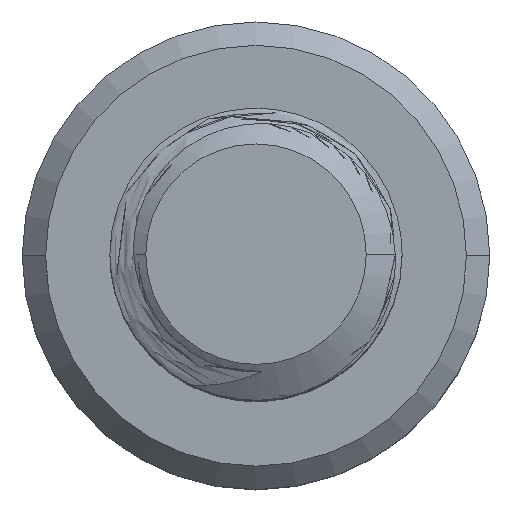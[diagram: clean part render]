
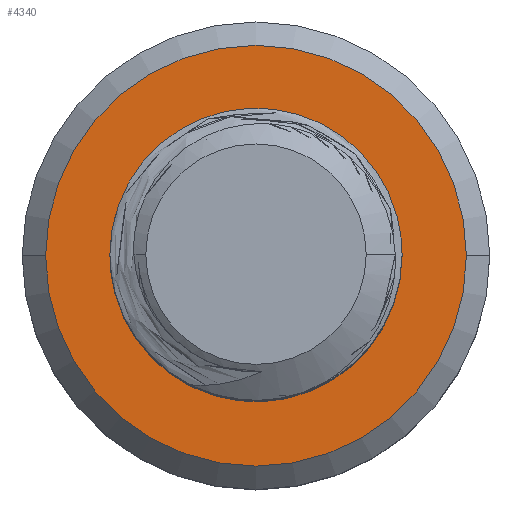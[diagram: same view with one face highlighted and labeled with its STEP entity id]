
A CAD part, top view. The second image highlights one B-rep face of the part: STEP entity #4340.
In plain terms, the highlighted planar face has unit normal (0, 0, 1).
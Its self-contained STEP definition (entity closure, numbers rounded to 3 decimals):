
#78 = CARTESIAN_POINT ( 'NONE',  ( 3.948, -1.494, -30. ) ) ;
#95 = CARTESIAN_POINT ( 'NONE',  ( 2.298, 4.213, -30. ) ) ;
#101 = ORIENTED_EDGE ( 'NONE', *, *, #246, .T. ) ;
#136 = CARTESIAN_POINT ( 'NONE',  ( 0., 0., -30. ) ) ;
#196 = CARTESIAN_POINT ( 'NONE',  ( -3.503, 3.568, -30. ) ) ;
#220 = ORIENTED_EDGE ( 'NONE', *, *, #2054, .F. ) ;
#246 = EDGE_CURVE ( 'NONE', #3249, #827, #4469, .T. ) ;
#295 = EDGE_LOOP ( 'NONE', ( #220, #720, #101, #3999 ) ) ;
#394 = AXIS2_PLACEMENT_3D ( 'NONE', #4804, #432, #3930 ) ;
#419 = CIRCLE ( 'NONE', #4501, 7.2 ) ;
#432 = DIRECTION ( 'NONE',  ( 0., 0., -1. ) ) ;
#468 = DIRECTION ( 'NONE',  ( -1., 0., 0. ) ) ;
#500 = CARTESIAN_POINT ( 'NONE',  ( 0.449, 4.966, -30. ) ) ;
#514 = DIRECTION ( 'NONE',  ( 0., 0., 1. ) ) ;
#619 = DIRECTION ( 'NONE',  ( 0., 0., 1. ) ) ;
#703 = AXIS2_PLACEMENT_3D ( 'NONE', #4446, #514, #4029 ) ;
#720 = ORIENTED_EDGE ( 'NONE', *, *, #1189, .T. ) ;
#777 = EDGE_CURVE ( 'NONE', #3514, #5134, #419, .T. ) ;
#784 = AXIS2_PLACEMENT_3D ( 'NONE', #2666, #5245, #468 ) ;
#803 = CARTESIAN_POINT ( 'NONE',  ( -4.629, -0.382, -30. ) ) ;
#827 = VERTEX_POINT ( 'NONE', #1735 ) ;
#829 = CARTESIAN_POINT ( 'NONE',  ( 4.291, -0.433, -30. ) ) ;
#931 = DIRECTION ( 'NONE',  ( -1., 0., 0. ) ) ;
#1179 = CARTESIAN_POINT ( 'NONE',  ( -2.957, -3.206, -30. ) ) ;
#1189 = EDGE_CURVE ( 'NONE', #2196, #3249, #4785, .T. ) ;
#1201 = CARTESIAN_POINT ( 'NONE',  ( -0.896, -4.038, -30. ) ) ;
#1244 = CARTESIAN_POINT ( 'NONE',  ( 2.821, -2.872, -30. ) ) ;
#1304 = EDGE_CURVE ( 'NONE', #5134, #3514, #3577, .T. ) ;
#1357 = PLANE ( 'NONE',  #784 ) ;
#1612 = CARTESIAN_POINT ( 'NONE',  ( -4.21, -1.652, -30. ) ) ;
#1631 = CARTESIAN_POINT ( 'NONE',  ( -3.797, 3.227, -30. ) ) ;
#1652 = CARTESIAN_POINT ( 'NONE',  ( -4.106, -1.849, -30. ) ) ;
#1672 = CARTESIAN_POINT ( 'NONE',  ( -4.466, -1.029, -30. ) ) ;
#1684 = FACE_BOUND ( 'NONE', #295, .T. ) ;
#1686 = CARTESIAN_POINT ( 'NONE',  ( -4.428, 2.047, -30. ) ) ;
#1705 = ORIENTED_EDGE ( 'NONE', *, *, #1304, .T. ) ;
#1735 = CARTESIAN_POINT ( 'NONE',  ( 0., -4.026, -30. ) ) ;
#1789 = EDGE_CURVE ( 'NONE', #827, #2692, #3489, .T. ) ;
#1794 = CARTESIAN_POINT ( 'NONE',  ( 4.33, -0.211, -30. ) ) ;
#1797 = CARTESIAN_POINT ( 'NONE',  ( 7.2, 0., -30. ) ) ;
#1833 = CARTESIAN_POINT ( 'NONE',  ( 4.123, -1.085, -30. ) ) ;
#2054 = EDGE_CURVE ( 'NONE', #2196, #2692, #4639, .T. ) ;
#2119 = CARTESIAN_POINT ( 'NONE',  ( 2.111, 4.332, -30. ) ) ;
#2141 = CARTESIAN_POINT ( 'NONE',  ( 3.468, -2.257, -30. ) ) ;
#2196 = VERTEX_POINT ( 'NONE', #4560 ) ;
#2258 = CARTESIAN_POINT ( 'NONE',  ( 4.227, 1.561, -30. ) ) ;
#2264 = DIRECTION ( 'NONE',  ( 0., 0., 1. ) ) ;
#2500 = CARTESIAN_POINT ( 'NONE',  ( 0., -4.026, -30. ) ) ;
#2516 = FACE_OUTER_BOUND ( 'NONE', #2618, .T. ) ;
#2518 = CARTESIAN_POINT ( 'NONE',  ( -2.185, -3.671, -30. ) ) ;
#2534 = CARTESIAN_POINT ( 'NONE',  ( -4.691, 0.733, -30. ) ) ;
#2618 = EDGE_LOOP ( 'NONE', ( #1705, #4006 ) ) ;
#2666 = CARTESIAN_POINT ( 'NONE',  ( 0., 0., -30. ) ) ;
#2692 = VERTEX_POINT ( 'NONE', #196 ) ;
#2700 = CARTESIAN_POINT ( 'NONE',  ( 3.908, 2.391, -30. ) ) ;
#2934 = CARTESIAN_POINT ( 'NONE',  ( -4.564, 1.612, -30. ) ) ;
#3008 = CARTESIAN_POINT ( 'NONE',  ( -4.698, 0.286, -30. ) ) ;
#3121 = CARTESIAN_POINT ( 'NONE',  ( 0., 5., -30. ) ) ;
#3249 = VERTEX_POINT ( 'NONE', #3416 ) ;
#3416 = CARTESIAN_POINT ( 'NONE',  ( 2.821, -2.872, -30. ) ) ;
#3451 = CARTESIAN_POINT ( 'NONE',  ( 3.442, 3.154, -30. ) ) ;
#3489 = B_SPLINE_CURVE_WITH_KNOTS ( 'NONE', 3,
 ( #2500, #5589, #1201, #5183, #2518, #1179, #4272, #5611, #5555, #1652, #1612, #4701, #1672, #5152, #803, #5535, #3008, #2534, #5572, #2934, #1686, #4252, #1631, #4683 ),
 .UNSPECIFIED., .F., .F.,
 ( 4, 2, 2, 2, 2, 2, 2, 2, 2, 2, 2, 4 ),
 ( 0., 0.001, 0.003, 0.004, 0.005, 0.005, 0.006, 0.007, 0.007, 0.008, 0.009, 0.011 ),
 .UNSPECIFIED. ) ;
#3514 = VERTEX_POINT ( 'NONE', #1797 ) ;
#3577 = CIRCLE ( 'NONE', #5232, 7.2 ) ;
#3876 = CARTESIAN_POINT ( 'NONE',  ( 0.884, 4.871, -30. ) ) ;
#3915 = CARTESIAN_POINT ( 'NONE',  ( 4.377, 0.454, -30. ) ) ;
#3930 = DIRECTION ( 'NONE',  ( 1., 0., 0. ) ) ;
#3999 = ORIENTED_EDGE ( 'NONE', *, *, #1789, .T. ) ;
#4003 = CARTESIAN_POINT ( 'NONE',  ( 0., 0., -30. ) ) ;
#4006 = ORIENTED_EDGE ( 'NONE', *, *, #777, .T. ) ;
#4016 = CARTESIAN_POINT ( 'NONE',  ( 2.656, 3.949, -30. ) ) ;
#4029 = DIRECTION ( 'NONE',  ( 1., 0., 0. ) ) ;
#4106 = DIRECTION ( 'NONE',  ( -1., 0., 0. ) ) ;
#4252 = CARTESIAN_POINT ( 'NONE',  ( -4.043, 2.848, -30. ) ) ;
#4272 = CARTESIAN_POINT ( 'NONE',  ( -3.297, -2.919, -30. ) ) ;
#4297 = CARTESIAN_POINT ( 'NONE',  ( 1.719, 4.544, -30. ) ) ;
#4315 = CARTESIAN_POINT ( 'NONE',  ( 4.005, 2.188, -30. ) ) ;
#4340 = ADVANCED_FACE ( 'NONE', ( #2516, #1684 ), #1357, .F. ) ;
#4446 = CARTESIAN_POINT ( 'NONE',  ( 0., 0., -30. ) ) ;
#4456 = CARTESIAN_POINT ( 'NONE',  ( 2.828, 3.803, -30. ) ) ;
#4469 = CIRCLE ( 'NONE', #394, 4.026 ) ;
#4501 = AXIS2_PLACEMENT_3D ( 'NONE', #4003, #2264, #931 ) ;
#4560 = CARTESIAN_POINT ( 'NONE',  ( 0., 5., -30. ) ) ;
#4639 = CIRCLE ( 'NONE', #703, 5. ) ;
#4683 = CARTESIAN_POINT ( 'NONE',  ( -3.503, 3.568, -30. ) ) ;
#4701 = CARTESIAN_POINT ( 'NONE',  ( -4.39, -1.242, -30. ) ) ;
#4748 = CARTESIAN_POINT ( 'NONE',  ( 4.164, 1.773, -30. ) ) ;
#4785 = B_SPLINE_CURVE_WITH_KNOTS ( 'NONE', 3,
 ( #3121, #500, #3876, #4881, #4297, #2119, #95, #4016, #4456, #5161, #3451, #5619, #2700, #4315, #4748, #2258, #5593, #5176, #3915, #4858, #1794, #829, #1833, #78, #2141, #4907, #1244 ),
 .UNSPECIFIED., .F., .F.,
 ( 4, 2, 2, 2, 2, 1, 2, 2, 2, 2, 2, 2, 2, 4 ),
 ( 0., 0.001, 0.002, 0.003, 0.003, 0.004, 0.005, 0.005, 0.006, 0.007, 0.007, 0.008, 0.009, 0.011 ),
 .UNSPECIFIED. ) ;
#4804 = CARTESIAN_POINT ( 'NONE',  ( 0., 0., -30. ) ) ;
#4858 = CARTESIAN_POINT ( 'NONE',  ( 4.373, 0.232, -30. ) ) ;
#4881 = CARTESIAN_POINT ( 'NONE',  ( 1.512, 4.638, -30. ) ) ;
#4907 = CARTESIAN_POINT ( 'NONE',  ( 3.174, -2.591, -30. ) ) ;
#5061 = CARTESIAN_POINT ( 'NONE',  ( -7.2, 0., -30. ) ) ;
#5134 = VERTEX_POINT ( 'NONE', #5061 ) ;
#5152 = CARTESIAN_POINT ( 'NONE',  ( -4.585, -0.6, -30. ) ) ;
#5161 = CARTESIAN_POINT ( 'NONE',  ( 3.148, 3.488, -30. ) ) ;
#5176 = CARTESIAN_POINT ( 'NONE',  ( 4.352, 0.901, -30. ) ) ;
#5183 = CARTESIAN_POINT ( 'NONE',  ( -1.773, -3.837, -30. ) ) ;
#5232 = AXIS2_PLACEMENT_3D ( 'NONE', #136, #619, #4106 ) ;
#5245 = DIRECTION ( 'NONE',  ( 0., 0., -1. ) ) ;
#5535 = CARTESIAN_POINT ( 'NONE',  ( -4.686, 0.06, -30. ) ) ;
#5555 = CARTESIAN_POINT ( 'NONE',  ( -3.87, -2.227, -30. ) ) ;
#5572 = CARTESIAN_POINT ( 'NONE',  ( -4.671, 0.954, -30. ) ) ;
#5589 = CARTESIAN_POINT ( 'NONE',  ( -0.449, -4.068, -30. ) ) ;
#5593 = CARTESIAN_POINT ( 'NONE',  ( 4.321, 1.126, -30. ) ) ;
#5611 = CARTESIAN_POINT ( 'NONE',  ( -3.737, -2.409, -30. ) ) ;
#5619 = CARTESIAN_POINT ( 'NONE',  ( 3.688, 2.782, -30. ) ) ;
